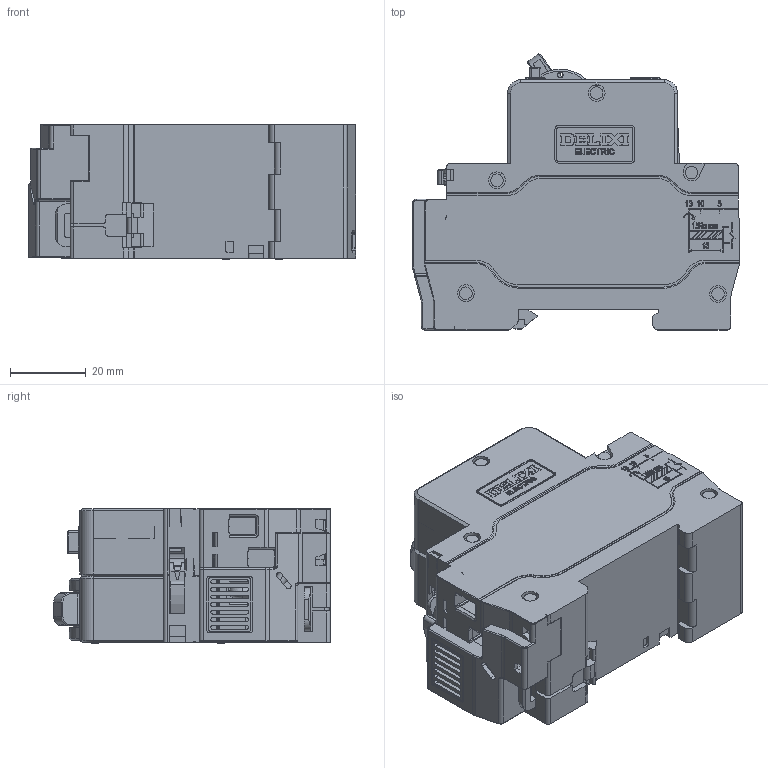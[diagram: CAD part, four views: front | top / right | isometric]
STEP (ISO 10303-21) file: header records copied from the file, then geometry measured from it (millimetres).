
FILE_DESCRIPTION((''),'2;1');
FILE_NAME('2250005900_ASM_SW0001','2019-08-01T',('xiao.wang'),(''),'PRO/ENGINEER BY PARAMETRIC TECHNOLOGY CORPORATION, 2015440','PRO/ENGINEER BY PARAMETRIC TECHNOLOGY CORPORATION, 2015440','');
FILE_SCHEMA(('CONFIG_CONTROL_DESIGN'));
Products named in the file (1): 2250005900_ASM_SW0001
Bounding box: 86.3 x 72.89 x 35.55 mm (x, y, z)
Volume: 139498.3 mm3; surface area: 44334.5 mm2
Topology: 5 solids, 11 shells, 5719 faces, 16079 edges, 10433 vertices
Faces by surface type: plane 3720, cylinder 1133, extrusion 360, cone 212, torus 203, bspline 56, sphere 35
Entity records: 190885 total; most frequent: CARTESIAN_POINT 43269, ORIENTED_EDGE 32080, DIRECTION 28734, EDGE_CURVE 16040, VECTOR 11974, LINE 11614, VERTEX_POINT 10435, AXIS2_PLACEMENT_3D 8380
